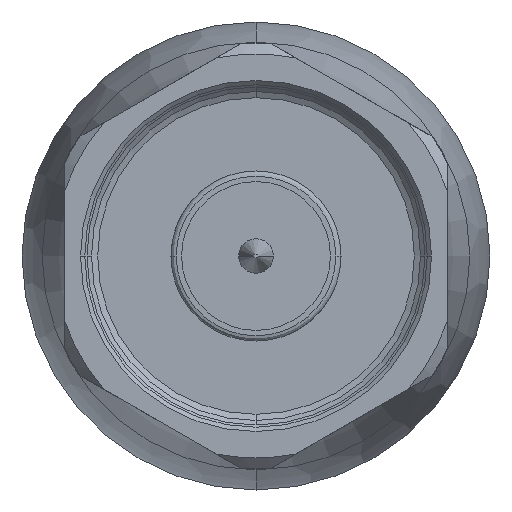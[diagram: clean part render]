
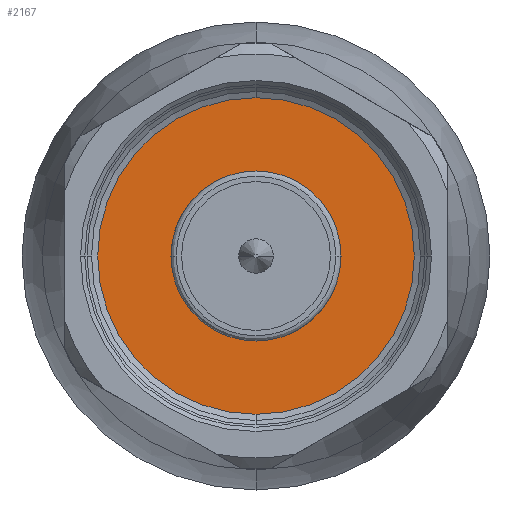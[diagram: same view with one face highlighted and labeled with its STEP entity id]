
A CAD part, left-side view. The second image highlights one B-rep face of the part: STEP entity #2167.
In plain terms, the highlighted planar face has unit normal (-1, 0, 0).
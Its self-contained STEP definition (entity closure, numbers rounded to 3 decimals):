
#190 = PLANE ( 'NONE',  #2438 ) ;
#294 = CIRCLE ( 'NONE', #1890, 7.75 ) ;
#295 = ORIENTED_EDGE ( 'NONE', *, *, #850, .T. ) ;
#328 = VERTEX_POINT ( 'NONE', #815 ) ;
#427 = DIRECTION ( 'NONE',  ( 0., 0., -1. ) ) ;
#521 = EDGE_CURVE ( 'NONE', #1408, #328, #294, .T. ) ;
#682 = CARTESIAN_POINT ( 'NONE',  ( 9.8, 0., 0. ) ) ;
#739 = CARTESIAN_POINT ( 'NONE',  ( 9.8, 0., 0. ) ) ;
#747 = CIRCLE ( 'NONE', #2979, 7.75 ) ;
#749 = FACE_BOUND ( 'NONE', #2046, .T. ) ;
#815 = CARTESIAN_POINT ( 'NONE',  ( 9.8, 0., -7.75 ) ) ;
#850 = EDGE_CURVE ( 'NONE', #870, #2885, #2342, .T. ) ;
#865 = AXIS2_PLACEMENT_3D ( 'NONE', #739, #1720, #2234 ) ;
#870 = VERTEX_POINT ( 'NONE', #2818 ) ;
#890 = CARTESIAN_POINT ( 'NONE',  ( 9.8, 0., 0. ) ) ;
#951 = FACE_OUTER_BOUND ( 'NONE', #1725, .T. ) ;
#1040 = EDGE_CURVE ( 'NONE', #328, #1408, #747, .T. ) ;
#1146 = DIRECTION ( 'NONE',  ( 1., 0., 0. ) ) ;
#1353 = CARTESIAN_POINT ( 'NONE',  ( 9.8, 0., 0. ) ) ;
#1408 = VERTEX_POINT ( 'NONE', #2068 ) ;
#1507 = ORIENTED_EDGE ( 'NONE', *, *, #1541, .T. ) ;
#1541 = EDGE_CURVE ( 'NONE', #2885, #870, #2399, .T. ) ;
#1720 = DIRECTION ( 'NONE',  ( 1., 0., 0. ) ) ;
#1725 = EDGE_LOOP ( 'NONE', ( #2358, #1823 ) ) ;
#1823 = ORIENTED_EDGE ( 'NONE', *, *, #1040, .T. ) ;
#1890 = AXIS2_PLACEMENT_3D ( 'NONE', #890, #2635, #2326 ) ;
#1914 = CARTESIAN_POINT ( 'NONE',  ( 9.8, 4., 0. ) ) ;
#2046 = EDGE_LOOP ( 'NONE', ( #295, #1507 ) ) ;
#2068 = CARTESIAN_POINT ( 'NONE',  ( 9.8, 0., 7.75 ) ) ;
#2167 = ADVANCED_FACE ( 'NONE', ( #749, #951 ), #190, .F. ) ;
#2234 = DIRECTION ( 'NONE',  ( 0., 0., -1. ) ) ;
#2326 = DIRECTION ( 'NONE',  ( 0., 0., 1. ) ) ;
#2342 = CIRCLE ( 'NONE', #2763, 4. ) ;
#2358 = ORIENTED_EDGE ( 'NONE', *, *, #521, .T. ) ;
#2399 = CIRCLE ( 'NONE', #865, 4. ) ;
#2421 = DIRECTION ( 'NONE',  ( 0., 0., 1. ) ) ;
#2438 = AXIS2_PLACEMENT_3D ( 'NONE', #2645, #1146, #427 ) ;
#2559 = DIRECTION ( 'NONE',  ( 1., 0., 0. ) ) ;
#2635 = DIRECTION ( 'NONE',  ( -1., 0., 0. ) ) ;
#2645 = CARTESIAN_POINT ( 'NONE',  ( 9.8, 7.75, 0. ) ) ;
#2679 = DIRECTION ( 'NONE',  ( -1., 0., 0. ) ) ;
#2763 = AXIS2_PLACEMENT_3D ( 'NONE', #1353, #2559, #3061 ) ;
#2818 = CARTESIAN_POINT ( 'NONE',  ( 9.8, -4., 0. ) ) ;
#2885 = VERTEX_POINT ( 'NONE', #1914 ) ;
#2979 = AXIS2_PLACEMENT_3D ( 'NONE', #682, #2679, #2421 ) ;
#3061 = DIRECTION ( 'NONE',  ( 0., 0., -1. ) ) ;
